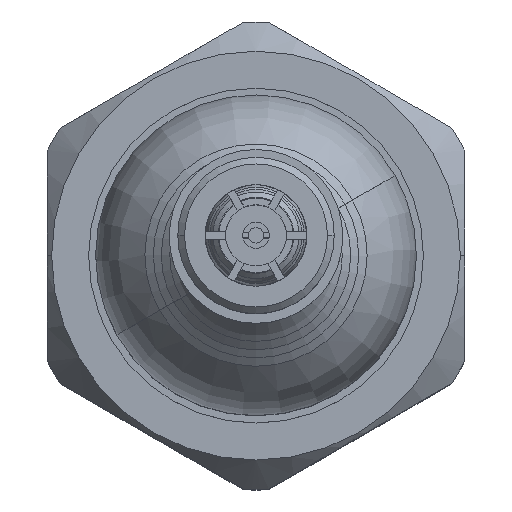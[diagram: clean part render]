
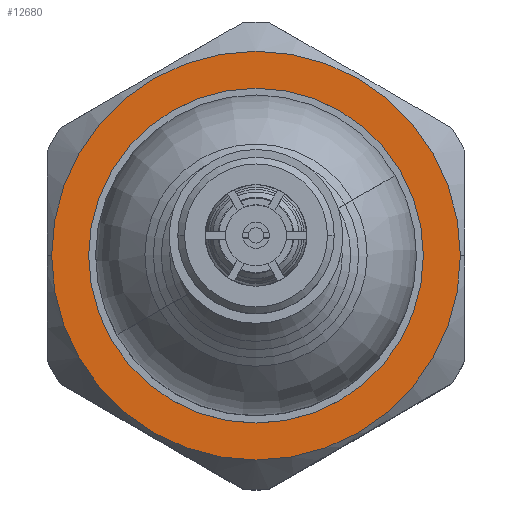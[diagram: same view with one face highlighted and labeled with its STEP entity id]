
A CAD part, top view. The second image highlights one B-rep face of the part: STEP entity #12680.
In plain terms, the highlighted face is planar.
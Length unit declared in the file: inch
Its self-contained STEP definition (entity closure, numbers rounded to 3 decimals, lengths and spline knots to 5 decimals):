
#392 = EDGE_LOOP ( 'NONE', ( #4003, #6050 ) ) ;
#1221 = PLANE ( 'NONE',  #6432 ) ;
#1489 = EDGE_CURVE ( 'NONE', #16238, #14147, #6447, .T. ) ;
#1811 = ORIENTED_EDGE ( 'NONE', *, *, #13301, .T. ) ;
#2553 = FACE_BOUND ( 'NONE', #10056, .T. ) ;
#2618 = DIRECTION ( 'NONE',  ( 0., 0., 1. ) ) ;
#2628 = CARTESIAN_POINT ( 'NONE',  ( 0.34608, 0., 0. ) ) ;
#2711 = DIRECTION ( 'NONE',  ( 0., 0., -1. ) ) ;
#3560 = EDGE_CURVE ( 'NONE', #14147, #16238, #4251, .T. ) ;
#3565 = DIRECTION ( 'NONE',  ( 0., 0., 1. ) ) ;
#3613 = DIRECTION ( 'NONE',  ( 0., 0., 1. ) ) ;
#4003 = ORIENTED_EDGE ( 'NONE', *, *, #1489, .T. ) ;
#4027 = AXIS2_PLACEMENT_3D ( 'NONE', #8514, #13631, #3613 ) ;
#4251 = CIRCLE ( 'NONE', #13579, 0.15293 ) ;
#4549 = CIRCLE ( 'NONE', #4027, 0.12524 ) ;
#5662 = CARTESIAN_POINT ( 'NONE',  ( 0.34608, 0., 0. ) ) ;
#5854 = DIRECTION ( 'NONE',  ( 1., 0., 0. ) ) ;
#6050 = ORIENTED_EDGE ( 'NONE', *, *, #3560, .T. ) ;
#6432 = AXIS2_PLACEMENT_3D ( 'NONE', #10142, #15162, #3565 ) ;
#6447 = CIRCLE ( 'NONE', #15783, 0.15293 ) ;
#7112 = DIRECTION ( 'NONE',  ( 0., 0., -1. ) ) ;
#8514 = CARTESIAN_POINT ( 'NONE',  ( 0.34608, 0., 0. ) ) ;
#8975 = EDGE_CURVE ( 'NONE', #12708, #12645, #4549, .T. ) ;
#9977 = CARTESIAN_POINT ( 'NONE',  ( 0.34608, 0., 0.12524 ) ) ;
#10056 = EDGE_LOOP ( 'NONE', ( #11001, #1811 ) ) ;
#10142 = CARTESIAN_POINT ( 'NONE',  ( 0.34608, 0.1749, 0. ) ) ;
#10172 = CIRCLE ( 'NONE', #12307, 0.12524 ) ;
#10457 = DIRECTION ( 'NONE',  ( 1., 0., 0. ) ) ;
#11001 = ORIENTED_EDGE ( 'NONE', *, *, #8975, .T. ) ;
#11042 = CARTESIAN_POINT ( 'NONE',  ( 0.34608, 0., 0. ) ) ;
#12034 = CARTESIAN_POINT ( 'NONE',  ( 0.34608, 0., 0.15293 ) ) ;
#12307 = AXIS2_PLACEMENT_3D ( 'NONE', #5662, #13118, #2618 ) ;
#12491 = FACE_OUTER_BOUND ( 'NONE', #392, .T. ) ;
#12645 = VERTEX_POINT ( 'NONE', #16258 ) ;
#12680 = ADVANCED_FACE ( 'NONE', ( #2553, #12491 ), #1221, .F. ) ;
#12708 = VERTEX_POINT ( 'NONE', #9977 ) ;
#13118 = DIRECTION ( 'NONE',  ( -1., 0., 0. ) ) ;
#13301 = EDGE_CURVE ( 'NONE', #12645, #12708, #10172, .T. ) ;
#13579 = AXIS2_PLACEMENT_3D ( 'NONE', #2628, #10457, #2711 ) ;
#13631 = DIRECTION ( 'NONE',  ( -1., 0., 0. ) ) ;
#14147 = VERTEX_POINT ( 'NONE', #12034 ) ;
#15162 = DIRECTION ( 'NONE',  ( -1., 0., 0. ) ) ;
#15582 = CARTESIAN_POINT ( 'NONE',  ( 0.34608, 0., -0.15293 ) ) ;
#15783 = AXIS2_PLACEMENT_3D ( 'NONE', #11042, #5854, #7112 ) ;
#16238 = VERTEX_POINT ( 'NONE', #15582 ) ;
#16258 = CARTESIAN_POINT ( 'NONE',  ( 0.34608, 0., -0.12524 ) ) ;
